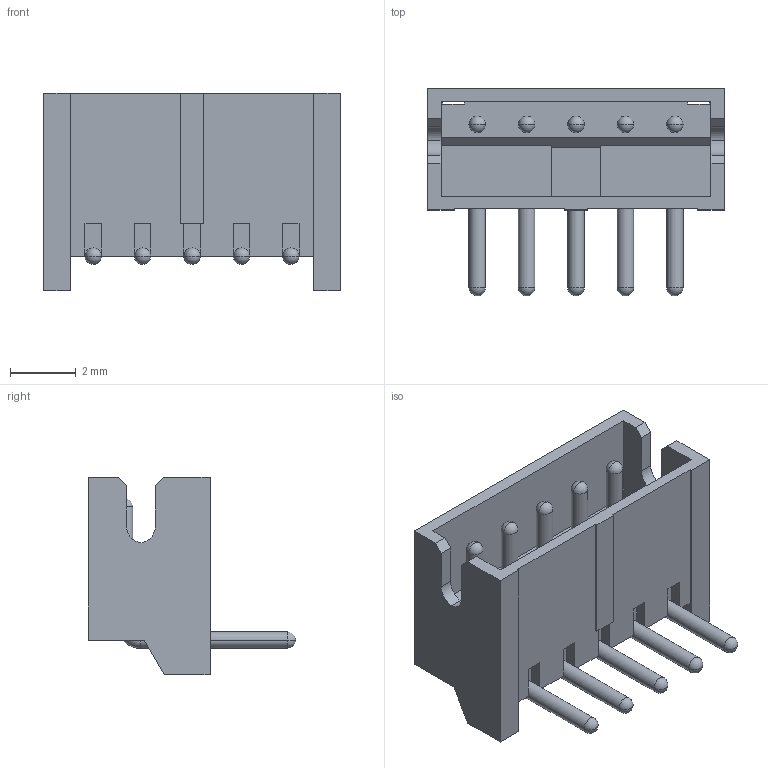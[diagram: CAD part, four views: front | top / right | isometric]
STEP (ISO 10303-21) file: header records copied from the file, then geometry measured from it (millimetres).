
FILE_DESCRIPTION (( 'STEP AP214' ), '1' );
FILE_NAME ('S5B-ZR_1x05_P1.50mm.STEP', '2022-08-18T11:57:57', ( '' ), ( '' ), 'SwSTEP 2.0', 'SolidWorks 2021', '' );
FILE_SCHEMA (( 'AUTOMOTIVE_DESIGN' ));
Length unit declared in the file: millimetre
Products named in the file (3): S5B-ZR_1x05_P1.5mm_body; S5B-ZR_1x05_P1.5mm_pin; S5B-ZR_1x05_P1.50mm
Assembly tree (6 placements, depth 2):
  S5B-ZR_1x05_P1.50mm
    S5B-ZR_1x05_P1.5mm_body
    S5B-ZR_1x05_P1.5mm_pin  x5
Bounding box: 9 x 6.3 x 6 mm (x, y, z)
Volume: 94.1 mm3; surface area: 361.7 mm2
Topology: 6 solids, 6 shells, 144 faces, 428 edges, 272 vertices
Faces by surface type: plane 75, cylinder 39, sphere 20, torus 10
Entity records: 3554 total; most frequent: CARTESIAN_POINT 609, ORIENTED_EDGE 600, DIRECTION 582, EDGE_CURVE 300, VECTOR 244, LINE 244, VERTEX_POINT 196, AXIS2_PLACEMENT_3D 169
